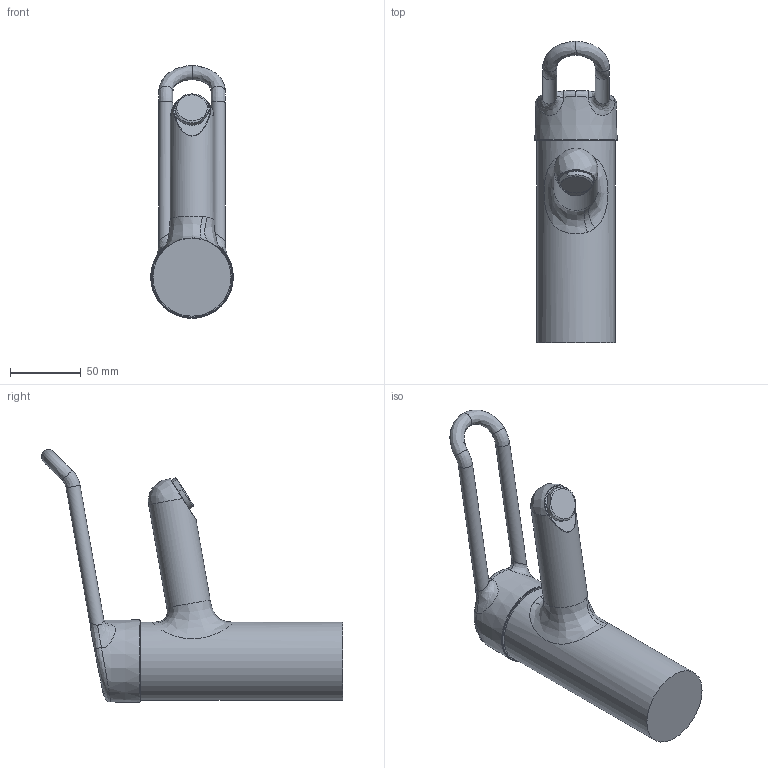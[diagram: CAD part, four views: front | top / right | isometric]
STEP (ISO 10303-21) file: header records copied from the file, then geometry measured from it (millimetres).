
FILE_DESCRIPTION (( 'STEP AP203' ), '1' );
FILE_NAME ('01622195+5510B.STEP', '2017-03-09T05:38:28', ( '' ), ( '' ), 'SwSTEP 2.0', 'SolidWorks 2016', '' );
FILE_SCHEMA (( 'CONFIG_CONTROL_DESIGN' ));
Length unit declared in the file: millimetre
Products named in the file (1): 01622195+5510B
Bounding box: 58.18 x 212.09 x 178.16 mm (x, y, z)
Volume: 515538.9 mm3; surface area: 54038 mm2
Topology: 1 solids, 1 shells, 46 faces, 134 edges, 88 vertices
Faces by surface type: bspline 27, plane 8, cylinder 7, cone 4
Full cylindrical faces by diameter (mm): 10 x2, 31 x1, 50.761 x1, 55 x1
Entity records: 9044 total; most frequent: CARTESIAN_POINT 8126, ORIENTED_EDGE 206, EDGE_CURVE 103, DIRECTION 92, VERTEX_POINT 77, B_SPLINE_CURVE_WITH_KNOTS 67, EDGE_LOOP 66, FACE_OUTER_BOUND 57
